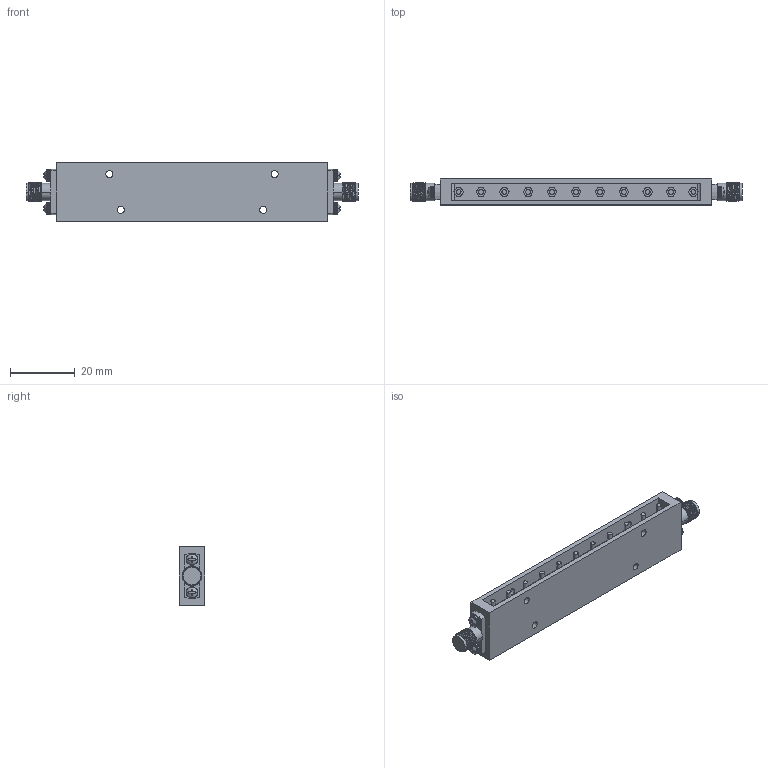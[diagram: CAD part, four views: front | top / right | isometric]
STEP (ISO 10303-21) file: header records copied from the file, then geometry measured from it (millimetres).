
FILE_DESCRIPTION (( 'STEP AP214' ), '1' );
FILE_NAME ('CF-BK-X3.STEP', '2025-10-08T21:30:30', ( '' ), ( '' ), 'SwSTEP 2.0', 'SolidWorks 2021', '' );
FILE_SCHEMA (( 'AUTOMOTIVE_DESIGN' ));
Length unit declared in the file: inch
Products named in the file (1): CF-BK-X3
Bounding box: 102.5 x 8 x 18 mm (x, y, z)
Volume: 9231.6 mm3; surface area: 7686.5 mm2
Topology: 1 solids, 24 shells, 809 faces, 2016 edges, 1286 vertices
Faces by surface type: plane 311, cylinder 232, cone 222, torus 24, bspline 12, sphere 8
Entity records: 38605 total; most frequent: CARTESIAN_POINT 8758, ORIENTED_EDGE 4032, DIRECTION 3994, EDGE_CURVE 2016, AXIS2_PLACEMENT_3D 1548, VERTEX_POINT 1286, EDGE_LOOP 918, LINE 898
